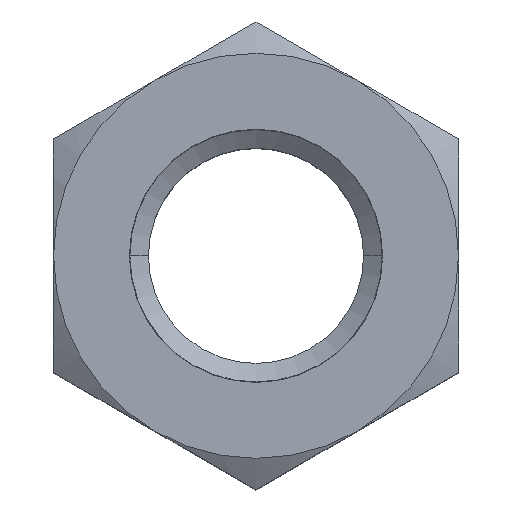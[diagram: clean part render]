
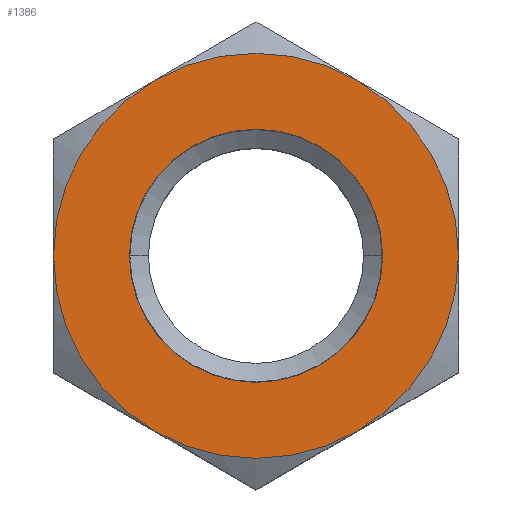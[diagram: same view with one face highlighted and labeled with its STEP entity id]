
A CAD part, top view. The second image highlights one B-rep face of the part: STEP entity #1386.
In plain terms, the highlighted planar face has unit normal (0, 0, 1).
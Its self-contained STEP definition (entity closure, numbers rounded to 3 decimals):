
#41 = CARTESIAN_POINT ( 'NONE',  ( -5., 0., 0. ) ) ;
#43 = DIRECTION ( 'NONE',  ( 1., 0., 0. ) ) ;
#45 = DIRECTION ( 'NONE',  ( -1., 0., 0. ) ) ;
#46 = ORIENTED_EDGE ( 'NONE', *, *, #196, .F. ) ;
#64 = ORIENTED_EDGE ( 'NONE', *, *, #839, .F. ) ;
#77 = DIRECTION ( 'NONE',  ( 0., 0., 1. ) ) ;
#118 = VERTEX_POINT ( 'NONE', #806 ) ;
#148 = CIRCLE ( 'NONE', #394, 5. ) ;
#152 = DIRECTION ( 'NONE',  ( -1., 0., 0. ) ) ;
#173 = CARTESIAN_POINT ( 'NONE',  ( 0., 0., 0. ) ) ;
#176 = CARTESIAN_POINT ( 'NONE',  ( 0., 9.238, 0. ) ) ;
#196 = EDGE_CURVE ( 'NONE', #118, #1210, #584, .T. ) ;
#218 = ORIENTED_EDGE ( 'NONE', *, *, #878, .F. ) ;
#309 = ORIENTED_EDGE ( 'NONE', *, *, #348, .F. ) ;
#314 = DIRECTION ( 'NONE',  ( -1., 0., 0. ) ) ;
#348 = EDGE_CURVE ( 'NONE', #741, #1390, #1339, .T. ) ;
#354 = CARTESIAN_POINT ( 'NONE',  ( 8., 0., 0. ) ) ;
#355 = VERTEX_POINT ( 'NONE', #869 ) ;
#394 = AXIS2_PLACEMENT_3D ( 'NONE', #1542, #747, #1676 ) ;
#408 = CIRCLE ( 'NONE', #1047, 8. ) ;
#416 = CARTESIAN_POINT ( 'NONE',  ( -4., 6.928, 0. ) ) ;
#458 = VERTEX_POINT ( 'NONE', #354 ) ;
#497 = VERTEX_POINT ( 'NONE', #1555 ) ;
#521 = EDGE_CURVE ( 'NONE', #1210, #355, #1497, .T. ) ;
#536 = ORIENTED_EDGE ( 'NONE', *, *, #1450, .T. ) ;
#584 = CIRCLE ( 'NONE', #769, 8. ) ;
#593 = DIRECTION ( 'NONE',  ( 0., 0., -1. ) ) ;
#633 = CARTESIAN_POINT ( 'NONE',  ( 0., 0., 0. ) ) ;
#679 = EDGE_LOOP ( 'NONE', ( #1756, #1698 ) ) ;
#683 = CIRCLE ( 'NONE', #1427, 8. ) ;
#703 = CARTESIAN_POINT ( 'NONE',  ( 0., 0., 0. ) ) ;
#735 = AXIS2_PLACEMENT_3D ( 'NONE', #633, #1570, #775 ) ;
#741 = VERTEX_POINT ( 'NONE', #416 ) ;
#747 = DIRECTION ( 'NONE',  ( 0., 0., 1. ) ) ;
#769 = AXIS2_PLACEMENT_3D ( 'NONE', #1765, #963, #152 ) ;
#775 = DIRECTION ( 'NONE',  ( -1., 0., 0. ) ) ;
#806 = CARTESIAN_POINT ( 'NONE',  ( 4., -6.928, 0. ) ) ;
#839 = EDGE_CURVE ( 'NONE', #458, #118, #408, .T. ) ;
#848 = DIRECTION ( 'NONE',  ( -1., 0., 0. ) ) ;
#869 = CARTESIAN_POINT ( 'NONE',  ( -8., 0., 0. ) ) ;
#873 = DIRECTION ( 'NONE',  ( 0., 0., 1. ) ) ;
#874 = DIRECTION ( 'NONE',  ( 0., 0., -1. ) ) ;
#878 = EDGE_CURVE ( 'NONE', #355, #741, #1297, .T. ) ;
#901 = CARTESIAN_POINT ( 'NONE',  ( 0., 0., 0. ) ) ;
#934 = AXIS2_PLACEMENT_3D ( 'NONE', #901, #77, #1026 ) ;
#949 = VERTEX_POINT ( 'NONE', #41 ) ;
#963 = DIRECTION ( 'NONE',  ( 0., 0., -1. ) ) ;
#978 = EDGE_CURVE ( 'NONE', #949, #497, #148, .T. ) ;
#1026 = DIRECTION ( 'NONE',  ( 1., 0., 0. ) ) ;
#1035 = EDGE_LOOP ( 'NONE', ( #218, #1439, #46, #64, #536, #309 ) ) ;
#1047 = AXIS2_PLACEMENT_3D ( 'NONE', #703, #1635, #848 ) ;
#1060 = EDGE_CURVE ( 'NONE', #497, #949, #1622, .T. ) ;
#1113 = DIRECTION ( 'NONE',  ( 0., 0., -1. ) ) ;
#1157 = FACE_BOUND ( 'NONE', #679, .T. ) ;
#1206 = AXIS2_PLACEMENT_3D ( 'NONE', #1661, #874, #45 ) ;
#1210 = VERTEX_POINT ( 'NONE', #1456 ) ;
#1297 = CIRCLE ( 'NONE', #1594, 8. ) ;
#1339 = CIRCLE ( 'NONE', #1206, 8. ) ;
#1385 = FACE_OUTER_BOUND ( 'NONE', #1035, .T. ) ;
#1386 = ADVANCED_FACE ( 'NONE', ( #1385, #1157 ), #1516, .F. ) ;
#1390 = VERTEX_POINT ( 'NONE', #1656 ) ;
#1427 = AXIS2_PLACEMENT_3D ( 'NONE', #1660, #873, #43 ) ;
#1439 = ORIENTED_EDGE ( 'NONE', *, *, #521, .F. ) ;
#1450 = EDGE_CURVE ( 'NONE', #458, #1390, #683, .T. ) ;
#1456 = CARTESIAN_POINT ( 'NONE',  ( -4., -6.928, 0. ) ) ;
#1497 = CIRCLE ( 'NONE', #735, 8. ) ;
#1516 = PLANE ( 'NONE',  #1527 ) ;
#1522 = DIRECTION ( 'NONE',  ( -1., 0., 0. ) ) ;
#1527 = AXIS2_PLACEMENT_3D ( 'NONE', #176, #593, #1522 ) ;
#1542 = CARTESIAN_POINT ( 'NONE',  ( 0., 0., 0. ) ) ;
#1555 = CARTESIAN_POINT ( 'NONE',  ( 5., 0., 0. ) ) ;
#1570 = DIRECTION ( 'NONE',  ( 0., 0., -1. ) ) ;
#1594 = AXIS2_PLACEMENT_3D ( 'NONE', #173, #1113, #314 ) ;
#1622 = CIRCLE ( 'NONE', #934, 5. ) ;
#1635 = DIRECTION ( 'NONE',  ( 0., 0., -1. ) ) ;
#1656 = CARTESIAN_POINT ( 'NONE',  ( 4., 6.928, 0. ) ) ;
#1660 = CARTESIAN_POINT ( 'NONE',  ( 0., 0., 0. ) ) ;
#1661 = CARTESIAN_POINT ( 'NONE',  ( 0., 0., 0. ) ) ;
#1676 = DIRECTION ( 'NONE',  ( 1., 0., 0. ) ) ;
#1698 = ORIENTED_EDGE ( 'NONE', *, *, #978, .F. ) ;
#1756 = ORIENTED_EDGE ( 'NONE', *, *, #1060, .F. ) ;
#1765 = CARTESIAN_POINT ( 'NONE',  ( 0., 0., 0. ) ) ;
